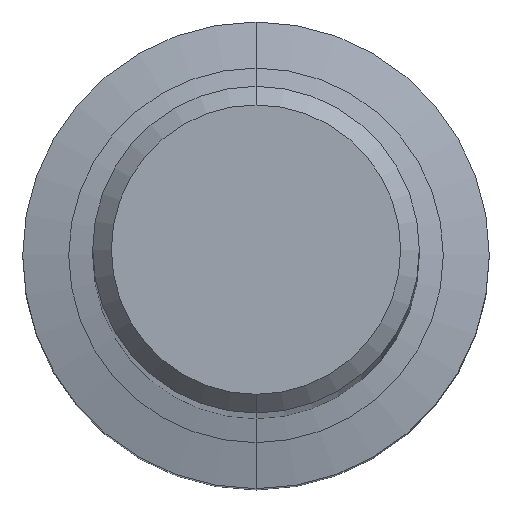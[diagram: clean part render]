
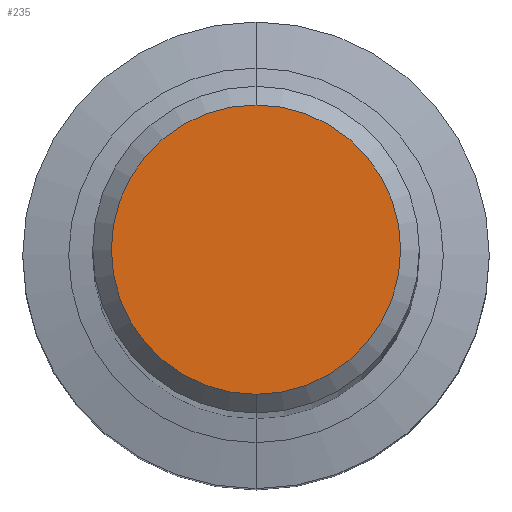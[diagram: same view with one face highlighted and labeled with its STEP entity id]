
A CAD part, top view. The second image highlights one B-rep face of the part: STEP entity #235.
In plain terms, the highlighted planar face has unit normal (0, 0, 1).
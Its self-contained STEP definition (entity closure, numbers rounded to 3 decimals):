
#235=ADVANCED_FACE('',(#591),#592,.T.);
#347=EDGE_CURVE('',#411,#393,#717,.T.);
#393=VERTEX_POINT('',#767);
#405=EDGE_CURVE('',#393,#411,#781,.T.);
#411=VERTEX_POINT('',#787);
#591=FACE_OUTER_BOUND('',#1079,.T.);
#592=PLANE('',#1080);
#717=CIRCLE('',#1283,3.1);
#767=CARTESIAN_POINT('',(0.,-3.1,0.0));
#781=CIRCLE('',#1375,3.1);
#787=CARTESIAN_POINT('',(0.0,3.1,0.0));
#1079=EDGE_LOOP('',(#1668,#1669));
#1080=AXIS2_PLACEMENT_3D('',#1670,#1671,#1672);
#1283=AXIS2_PLACEMENT_3D('',#1832,#1833,#1834);
#1375=AXIS2_PLACEMENT_3D('',#1904,#1905,#1906);
#1668=ORIENTED_EDGE('',*,*,#347,.F.);
#1669=ORIENTED_EDGE('',*,*,#405,.F.);
#1670=CARTESIAN_POINT('',(0.0,1.55,0.0));
#1671=DIRECTION('',(-0.0,0.0,1.0));
#1672=DIRECTION('',(0.0,-1.0,0.0));
#1832=CARTESIAN_POINT('',(0.0,0.0,0.0));
#1833=DIRECTION('',(0.0,0.0,-1.0));
#1834=DIRECTION('',(0.0,1.0,0.0));
#1904=CARTESIAN_POINT('',(0.0,0.0,0.0));
#1905=DIRECTION('',(0.0,0.0,-1.0));
#1906=DIRECTION('',(0.0,1.0,0.0));
